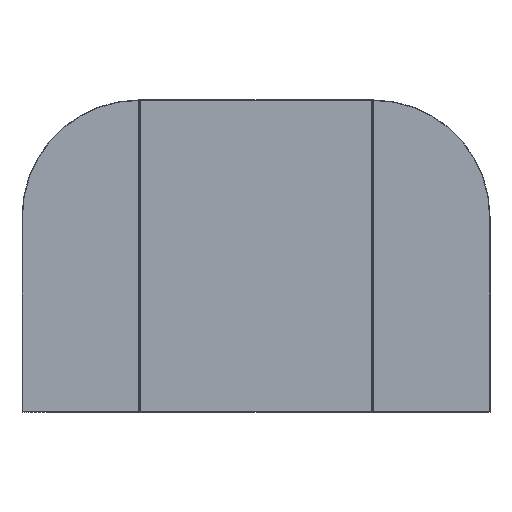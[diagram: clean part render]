
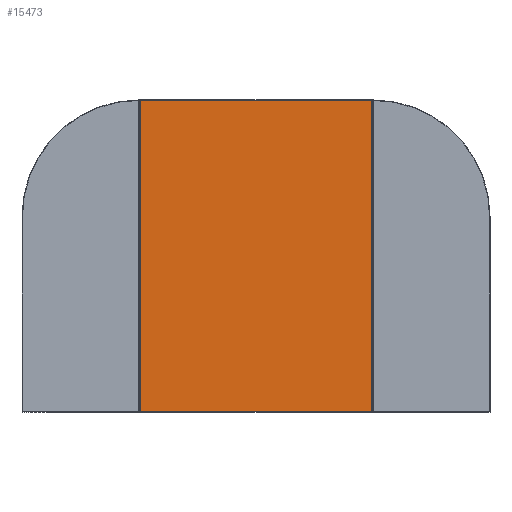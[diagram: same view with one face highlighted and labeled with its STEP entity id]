
A CAD part, top view. The second image highlights one B-rep face of the part: STEP entity #15473.
In plain terms, the highlighted planar face has unit normal (0, 0, 1).
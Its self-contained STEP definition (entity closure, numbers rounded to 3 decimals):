
#9 = EDGE_CURVE ( 'NONE', #16876, #17741, #21650, .T. ) ;
#34 = DIRECTION ( 'NONE',  ( -1., 0., 0. ) ) ;
#1239 = CARTESIAN_POINT ( 'NONE',  ( -296.5, -400., 4. ) ) ;
#3728 = DIRECTION ( 'NONE',  ( 0., 0., 1. ) ) ;
#3964 = ORIENTED_EDGE ( 'NONE', *, *, #7143, .T. ) ;
#4224 = EDGE_CURVE ( 'NONE', #19586, #16876, #15551, .T. ) ;
#6654 = DIRECTION ( 'NONE',  ( 0., -1., 0. ) ) ;
#6774 = VECTOR ( 'NONE', #34, 1000. ) ;
#7143 = EDGE_CURVE ( 'NONE', #20088, #19586, #7961, .T. ) ;
#7257 = FACE_OUTER_BOUND ( 'NONE', #21414, .T. ) ;
#7961 = LINE ( 'NONE', #18964, #23056 ) ;
#8622 = DIRECTION ( 'NONE',  ( 0., 1., 0. ) ) ;
#10825 = CARTESIAN_POINT ( 'NONE',  ( 296.5, -399., 4. ) ) ;
#11533 = AXIS2_PLACEMENT_3D ( 'NONE', #19911, #3728, #21805 ) ;
#11800 = CARTESIAN_POINT ( 'NONE',  ( -296.5, -399., 4. ) ) ;
#12735 = CARTESIAN_POINT ( 'NONE',  ( -296.5, 399., 4. ) ) ;
#12816 = CARTESIAN_POINT ( 'NONE',  ( 296.5, 399., 4. ) ) ;
#14452 = PLANE ( 'NONE',  #11533 ) ;
#15473 = ADVANCED_FACE ( 'NONE', ( #7257 ), #14452, .T. ) ;
#15551 = LINE ( 'NONE', #22666, #18083 ) ;
#16876 = VERTEX_POINT ( 'NONE', #12816 ) ;
#17741 = VERTEX_POINT ( 'NONE', #12735 ) ;
#17753 = LINE ( 'NONE', #1239, #21416 ) ;
#18083 = VECTOR ( 'NONE', #8622, 1000. ) ;
#18211 = EDGE_CURVE ( 'NONE', #17741, #20088, #17753, .T. ) ;
#18963 = ORIENTED_EDGE ( 'NONE', *, *, #18211, .T. ) ;
#18964 = CARTESIAN_POINT ( 'NONE',  ( 297.5, -399., 4. ) ) ;
#19210 = ORIENTED_EDGE ( 'NONE', *, *, #9, .T. ) ;
#19461 = ORIENTED_EDGE ( 'NONE', *, *, #4224, .T. ) ;
#19586 = VERTEX_POINT ( 'NONE', #10825 ) ;
#19911 = CARTESIAN_POINT ( 'NONE',  ( 0., 0., 4. ) ) ;
#20088 = VERTEX_POINT ( 'NONE', #11800 ) ;
#20098 = CARTESIAN_POINT ( 'NONE',  ( -297.5, 399., 4. ) ) ;
#20976 = DIRECTION ( 'NONE',  ( 1., 0., 0. ) ) ;
#21414 = EDGE_LOOP ( 'NONE', ( #18963, #3964, #19461, #19210 ) ) ;
#21416 = VECTOR ( 'NONE', #6654, 1000. ) ;
#21650 = LINE ( 'NONE', #20098, #6774 ) ;
#21805 = DIRECTION ( 'NONE',  ( 1., 0., 0. ) ) ;
#22666 = CARTESIAN_POINT ( 'NONE',  ( 296.5, 400., 4. ) ) ;
#23056 = VECTOR ( 'NONE', #20976, 1000. ) ;
